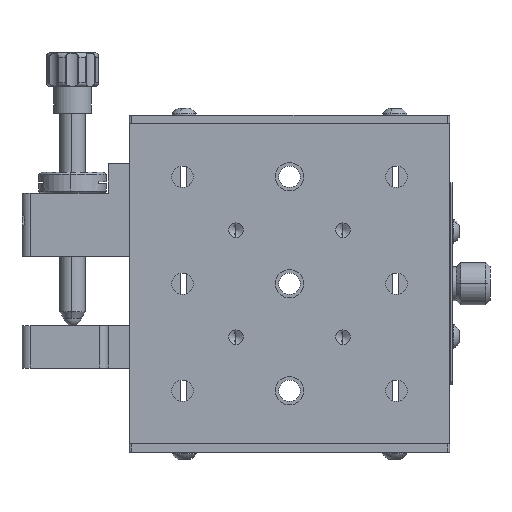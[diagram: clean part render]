
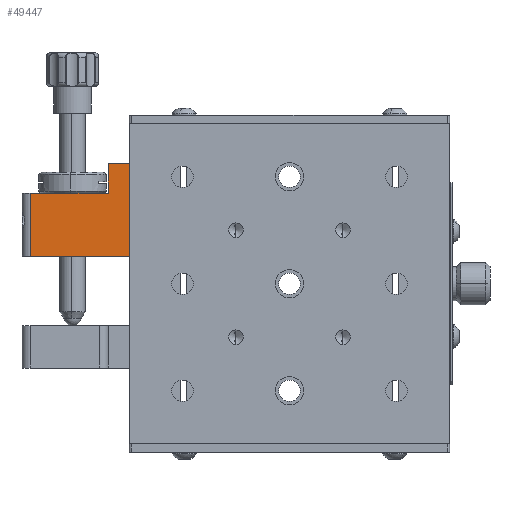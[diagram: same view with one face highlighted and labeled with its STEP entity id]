
A CAD part, front view. The second image highlights one B-rep face of the part: STEP entity #49447.
In plain terms, the highlighted planar face has unit normal (0, -1, 0).
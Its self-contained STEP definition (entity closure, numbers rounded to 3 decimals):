
#3100 = ORIENTED_EDGE ( 'NONE', *, *, #23244, .F. ) ;
#5267 = LINE ( 'NONE', #5952, #55837 ) ;
#5952 = CARTESIAN_POINT ( 'NONE',  ( -50.75, -14.954, 139.6 ) ) ;
#5977 = DIRECTION ( 'NONE',  ( 0., 0., -1. ) ) ;
#6087 = CARTESIAN_POINT ( 'NONE',  ( -52.75, -14.954, 132.6 ) ) ;
#7697 = CARTESIAN_POINT ( 'NONE',  ( -50.75, -14.954, 132.6 ) ) ;
#9907 = DIRECTION ( 'NONE',  ( 0., -1., 0. ) ) ;
#10219 = VECTOR ( 'NONE', #48896, 1000. ) ;
#10781 = ORIENTED_EDGE ( 'NONE', *, *, #44939, .F. ) ;
#11456 = DIRECTION ( 'NONE',  ( 0., 0., 1. ) ) ;
#11811 = VERTEX_POINT ( 'NONE', #32924 ) ;
#12277 = LINE ( 'NONE', #18385, #10219 ) ;
#14503 = LINE ( 'NONE', #6087, #36639 ) ;
#15770 = FACE_OUTER_BOUND ( 'NONE', #54090, .T. ) ;
#16134 = ORIENTED_EDGE ( 'NONE', *, *, #24742, .T. ) ;
#16842 = VERTEX_POINT ( 'NONE', #7697 ) ;
#17897 = VECTOR ( 'NONE', #24124, 1000. ) ;
#18385 = CARTESIAN_POINT ( 'NONE',  ( -50.75, -14.954, 117.6 ) ) ;
#18446 = CARTESIAN_POINT ( 'NONE',  ( -32.25, -14.954, 139.6 ) ) ;
#21399 = VERTEX_POINT ( 'NONE', #41120 ) ;
#22430 = VERTEX_POINT ( 'NONE', #54632 ) ;
#22872 = DIRECTION ( 'NONE',  ( 0., 0., -1. ) ) ;
#23244 = EDGE_CURVE ( 'NONE', #21399, #22430, #12277, .T. ) ;
#24124 = DIRECTION ( 'NONE',  ( 0., 0., -1. ) ) ;
#24742 = EDGE_CURVE ( 'NONE', #11811, #16842, #14503, .T. ) ;
#27883 = DIRECTION ( 'NONE',  ( -1., 0., 0. ) ) ;
#28162 = VECTOR ( 'NONE', #5977, 1000. ) ;
#29412 = VERTEX_POINT ( 'NONE', #44389 ) ;
#31970 = AXIS2_PLACEMENT_3D ( 'NONE', #32400, #9907, #11456 ) ;
#32400 = CARTESIAN_POINT ( 'NONE',  ( -50.75, -14.954, 139.6 ) ) ;
#32640 = CARTESIAN_POINT ( 'NONE',  ( -50.75, -14.954, 139.6 ) ) ;
#32924 = CARTESIAN_POINT ( 'NONE',  ( -32.25, -14.954, 132.6 ) ) ;
#36639 = VECTOR ( 'NONE', #27883, 1000. ) ;
#37457 = LINE ( 'NONE', #18446, #51315 ) ;
#39147 = VERTEX_POINT ( 'NONE', #43588 ) ;
#40926 = EDGE_CURVE ( 'NONE', #39147, #11811, #37457, .T. ) ;
#41120 = CARTESIAN_POINT ( 'NONE',  ( -27.25, -14.954, 117.6 ) ) ;
#42710 = EDGE_CURVE ( 'NONE', #16842, #22430, #51092, .T. ) ;
#42863 = ORIENTED_EDGE ( 'NONE', *, *, #42710, .T. ) ;
#43588 = CARTESIAN_POINT ( 'NONE',  ( -32.25, -14.954, 139.6 ) ) ;
#44389 = CARTESIAN_POINT ( 'NONE',  ( -27.25, -14.954, 139.6 ) ) ;
#44939 = EDGE_CURVE ( 'NONE', #29412, #21399, #45394, .T. ) ;
#45394 = LINE ( 'NONE', #54984, #28162 ) ;
#45655 = DIRECTION ( 'NONE',  ( -1., 0., 0. ) ) ;
#48896 = DIRECTION ( 'NONE',  ( -1., 0., 0. ) ) ;
#49447 = ADVANCED_FACE ( 'NONE', ( #15770 ), #51117, .T. ) ;
#49959 = EDGE_CURVE ( 'NONE', #29412, #39147, #5267, .T. ) ;
#51092 = LINE ( 'NONE', #32640, #17897 ) ;
#51117 = PLANE ( 'NONE',  #31970 ) ;
#51315 = VECTOR ( 'NONE', #22872, 1000. ) ;
#54090 = EDGE_LOOP ( 'NONE', ( #16134, #42863, #3100, #10781, #55412, #55664 ) ) ;
#54632 = CARTESIAN_POINT ( 'NONE',  ( -50.75, -14.954, 117.6 ) ) ;
#54984 = CARTESIAN_POINT ( 'NONE',  ( -27.25, -14.954, 139.6 ) ) ;
#55412 = ORIENTED_EDGE ( 'NONE', *, *, #49959, .T. ) ;
#55664 = ORIENTED_EDGE ( 'NONE', *, *, #40926, .T. ) ;
#55837 = VECTOR ( 'NONE', #45655, 1000. ) ;
